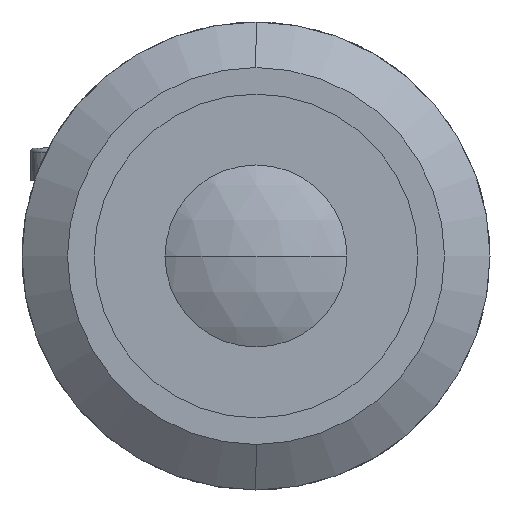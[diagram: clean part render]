
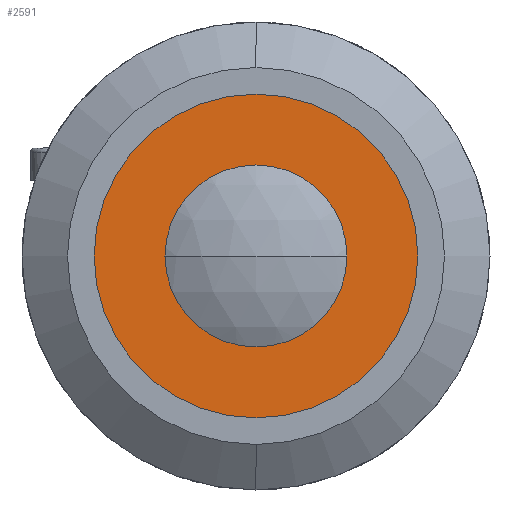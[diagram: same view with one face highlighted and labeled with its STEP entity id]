
A CAD part, left-side view. The second image highlights one B-rep face of the part: STEP entity #2591.
In plain terms, the highlighted planar face has unit normal (-1, 0, 0).
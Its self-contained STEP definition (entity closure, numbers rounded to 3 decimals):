
#19 = EDGE_CURVE ( 'NONE', #2141, #1575, #779, .T. ) ;
#92 = DIRECTION ( 'NONE',  ( -1., 0., 0. ) ) ;
#143 = DIRECTION ( 'NONE',  ( -1., 0., 0. ) ) ;
#168 = AXIS2_PLACEMENT_3D ( 'NONE', #3378, #1914, #232 ) ;
#232 = DIRECTION ( 'NONE',  ( 0., 0., 1. ) ) ;
#250 = VERTEX_POINT ( 'NONE', #1853 ) ;
#518 = PLANE ( 'NONE',  #2559 ) ;
#533 = EDGE_LOOP ( 'NONE', ( #3089, #3363 ) ) ;
#582 = AXIS2_PLACEMENT_3D ( 'NONE', #1823, #143, #2075 ) ;
#584 = EDGE_CURVE ( 'NONE', #250, #2572, #3217, .T. ) ;
#749 = EDGE_CURVE ( 'NONE', #1575, #2141, #2808, .T. ) ;
#779 = CIRCLE ( 'NONE', #2618, 7. ) ;
#798 = CARTESIAN_POINT ( 'NONE',  ( 3.8, 13., 0. ) ) ;
#856 = CIRCLE ( 'NONE', #1296, 13. ) ;
#905 = CARTESIAN_POINT ( 'NONE',  ( 3.8, 0., 0. ) ) ;
#1068 = CARTESIAN_POINT ( 'NONE',  ( 3.8, 0., 13. ) ) ;
#1077 = DIRECTION ( 'NONE',  ( 1., 0., 0. ) ) ;
#1194 = DIRECTION ( 'NONE',  ( 0., 0., 1. ) ) ;
#1296 = AXIS2_PLACEMENT_3D ( 'NONE', #905, #2762, #1194 ) ;
#1393 = FACE_BOUND ( 'NONE', #2864, .T. ) ;
#1434 = FACE_OUTER_BOUND ( 'NONE', #533, .T. ) ;
#1575 = VERTEX_POINT ( 'NONE', #2650 ) ;
#1764 = CARTESIAN_POINT ( 'NONE',  ( 3.8, 0., 0. ) ) ;
#1823 = CARTESIAN_POINT ( 'NONE',  ( 3.8, 0., 0. ) ) ;
#1853 = CARTESIAN_POINT ( 'NONE',  ( 3.8, 0., -13. ) ) ;
#1914 = DIRECTION ( 'NONE',  ( -1., 0., 0. ) ) ;
#2018 = DIRECTION ( 'NONE',  ( 0., 0., 1. ) ) ;
#2075 = DIRECTION ( 'NONE',  ( 0., 0., 1. ) ) ;
#2141 = VERTEX_POINT ( 'NONE', #3272 ) ;
#2559 = AXIS2_PLACEMENT_3D ( 'NONE', #798, #1077, #2914 ) ;
#2572 = VERTEX_POINT ( 'NONE', #1068 ) ;
#2578 = ORIENTED_EDGE ( 'NONE', *, *, #749, .F. ) ;
#2591 = ADVANCED_FACE ( 'NONE', ( #1393, #1434 ), #518, .F. ) ;
#2618 = AXIS2_PLACEMENT_3D ( 'NONE', #1764, #92, #2018 ) ;
#2650 = CARTESIAN_POINT ( 'NONE',  ( 3.8, 0., -7. ) ) ;
#2762 = DIRECTION ( 'NONE',  ( -1., 0., 0. ) ) ;
#2808 = CIRCLE ( 'NONE', #168, 7. ) ;
#2864 = EDGE_LOOP ( 'NONE', ( #3113, #2578 ) ) ;
#2914 = DIRECTION ( 'NONE',  ( 0., 0., -1. ) ) ;
#3089 = ORIENTED_EDGE ( 'NONE', *, *, #3178, .T. ) ;
#3113 = ORIENTED_EDGE ( 'NONE', *, *, #19, .F. ) ;
#3178 = EDGE_CURVE ( 'NONE', #2572, #250, #856, .T. ) ;
#3217 = CIRCLE ( 'NONE', #582, 13. ) ;
#3272 = CARTESIAN_POINT ( 'NONE',  ( 3.8, 0., 7. ) ) ;
#3363 = ORIENTED_EDGE ( 'NONE', *, *, #584, .T. ) ;
#3378 = CARTESIAN_POINT ( 'NONE',  ( 3.8, 0., 0. ) ) ;
